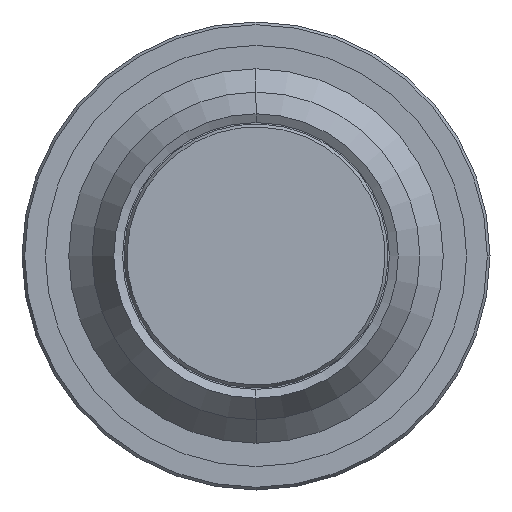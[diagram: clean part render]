
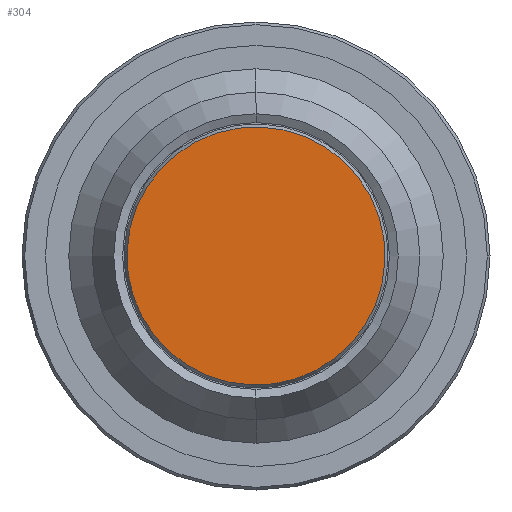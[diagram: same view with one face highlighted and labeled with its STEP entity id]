
A CAD part, front view. The second image highlights one B-rep face of the part: STEP entity #304.
In plain terms, the highlighted planar face has unit normal (0, -1, 0).
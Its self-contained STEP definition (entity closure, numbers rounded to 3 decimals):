
#32 = AXIS2_PLACEMENT_3D ( 'NONE', #299, #312, #681 ) ;
#51 = CARTESIAN_POINT ( 'NONE',  ( 0., -16., 0. ) ) ;
#121 = CARTESIAN_POINT ( 'NONE',  ( -2.556, -16., 1.036 ) ) ;
#128 = ORIENTED_EDGE ( 'NONE', *, *, #253, .F. ) ;
#133 = VERTEX_POINT ( 'NONE', #121 ) ;
#149 = DIRECTION ( 'NONE',  ( -0.927, 0., 0.376 ) ) ;
#160 = CARTESIAN_POINT ( 'NONE',  ( 1.036, -16., 2.556 ) ) ;
#253 = EDGE_CURVE ( 'Defeature ausgef�hrt1_19+Defeature ausgef�hrt1_20+Defeature ausgef�hrt1_20+Defeature ausgef�hrt1_20', #530, #133, #934, .T. ) ;
#299 = CARTESIAN_POINT ( 'NONE',  ( 0., -16., 0. ) ) ;
#304 = ADVANCED_FACE ( 'Defeature ausgef�hrt1_20', ( #315 ), #902, .F. ) ;
#312 = DIRECTION ( 'NONE',  ( 0., 1., 0. ) ) ;
#315 = FACE_OUTER_BOUND ( 'NONE', #1176, .T. ) ;
#435 = DIRECTION ( 'NONE',  ( 0., 1., 0. ) ) ;
#439 = DIRECTION ( 'NONE',  ( -0.927, 0., 0.376 ) ) ;
#487 = CARTESIAN_POINT ( 'NONE',  ( 2.556, -16., -1.036 ) ) ;
#530 = VERTEX_POINT ( 'NONE', #487 ) ;
#597 = EDGE_CURVE ( 'Defeature ausgef�hrt1_19+Defeature ausgef�hrt1_20+Defeature ausgef�hrt1_20+Defeature ausgef�hrt1_20', #133, #530, #1033, .T. ) ;
#681 = DIRECTION ( 'NONE',  ( -0.927, 0., 0.376 ) ) ;
#685 = AXIS2_PLACEMENT_3D ( 'NONE', #51, #724, #439 ) ;
#724 = DIRECTION ( 'NONE',  ( 0., 1., 0. ) ) ;
#902 = PLANE ( 'NONE',  #907 ) ;
#907 = AXIS2_PLACEMENT_3D ( 'NONE', #160, #435, #149 ) ;
#934 = CIRCLE ( 'NONE', #685, 2.758 ) ;
#1033 = CIRCLE ( 'NONE', #32, 2.758 ) ;
#1132 = ORIENTED_EDGE ( 'NONE', *, *, #597, .F. ) ;
#1176 = EDGE_LOOP ( 'NONE', ( #1132, #128 ) ) ;
